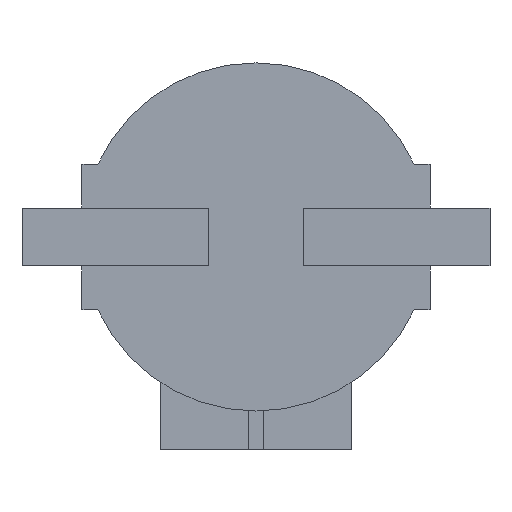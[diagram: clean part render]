
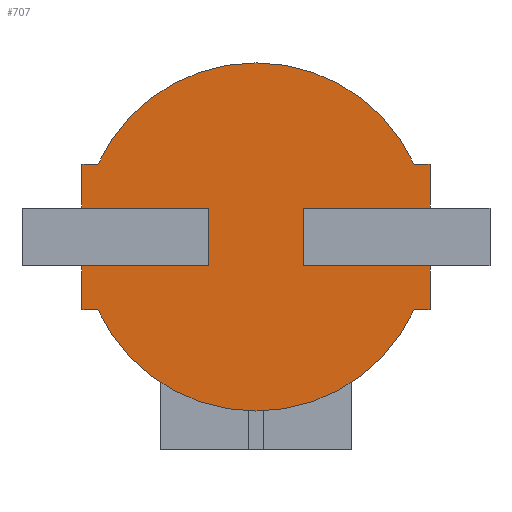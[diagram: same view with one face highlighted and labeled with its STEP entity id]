
A CAD part, front view. The second image highlights one B-rep face of the part: STEP entity #707.
In plain terms, the highlighted planar face has unit normal (0, -1, 0).
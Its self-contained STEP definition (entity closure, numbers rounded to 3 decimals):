
#7 = DIRECTION ( 'NONE',  ( 1., 0., 0. ) ) ;
#16 = CARTESIAN_POINT ( 'NONE',  ( 4.575, 0., 1.915 ) ) ;
#19 = DIRECTION ( 'NONE',  ( 0., 0., 1. ) ) ;
#24 = DIRECTION ( 'NONE',  ( 0., 0., -1. ) ) ;
#58 = VERTEX_POINT ( 'NONE', #923 ) ;
#60 = ORIENTED_EDGE ( 'NONE', *, *, #675, .F. ) ;
#85 = ORIENTED_EDGE ( 'NONE', *, *, #487, .F. ) ;
#96 = VECTOR ( 'NONE', #852, 1000. ) ;
#101 = CARTESIAN_POINT ( 'NONE',  ( 0., 0., 0. ) ) ;
#109 = CIRCLE ( 'NONE', #1380, 4.575 ) ;
#129 = VERTEX_POINT ( 'NONE', #489 ) ;
#150 = EDGE_CURVE ( 'NONE', #58, #955, #618, .T. ) ;
#159 = CIRCLE ( 'NONE', #929, 4.575 ) ;
#161 = VERTEX_POINT ( 'NONE', #1249 ) ;
#163 = ORIENTED_EDGE ( 'NONE', *, *, #1043, .F. ) ;
#198 = DIRECTION ( 'NONE',  ( 0., 1., 0. ) ) ;
#203 = CARTESIAN_POINT ( 'NONE',  ( -4.575, 0., 1.915 ) ) ;
#212 = VERTEX_POINT ( 'NONE', #1144 ) ;
#214 = ORIENTED_EDGE ( 'NONE', *, *, #345, .T. ) ;
#231 = DIRECTION ( 'NONE',  ( 0., 1., 0. ) ) ;
#234 = CARTESIAN_POINT ( 'NONE',  ( 4.575, 0., 1.915 ) ) ;
#237 = CARTESIAN_POINT ( 'NONE',  ( -4.575, 0., -1.915 ) ) ;
#240 = DIRECTION ( 'NONE',  ( 0., 1., 0. ) ) ;
#259 = CIRCLE ( 'NONE', #779, 4.575 ) ;
#277 = CARTESIAN_POINT ( 'NONE',  ( 4.575, 0., 1.915 ) ) ;
#306 = ORIENTED_EDGE ( 'NONE', *, *, #927, .F. ) ;
#319 = DIRECTION ( 'NONE',  ( 1., 0., 0. ) ) ;
#323 = DIRECTION ( 'NONE',  ( 0., 1., 0. ) ) ;
#329 = CARTESIAN_POINT ( 'NONE',  ( -4.575, 0., 0.76 ) ) ;
#336 = VERTEX_POINT ( 'NONE', #329 ) ;
#339 = CARTESIAN_POINT ( 'NONE',  ( 0., 0., -0.76 ) ) ;
#345 = EDGE_CURVE ( 'NONE', #336, #129, #933, .T. ) ;
#346 = VECTOR ( 'NONE', #739, 1000. ) ;
#364 = VECTOR ( 'NONE', #319, 1000. ) ;
#375 = DIRECTION ( 'NONE',  ( 0., 0., 1. ) ) ;
#394 = CARTESIAN_POINT ( 'NONE',  ( 0., 0., 0. ) ) ;
#402 = VERTEX_POINT ( 'NONE', #1066 ) ;
#403 = ORIENTED_EDGE ( 'NONE', *, *, #413, .F. ) ;
#413 = EDGE_CURVE ( 'NONE', #1046, #542, #443, .T. ) ;
#415 = ORIENTED_EDGE ( 'NONE', *, *, #973, .F. ) ;
#417 = VERTEX_POINT ( 'NONE', #1094 ) ;
#422 = DIRECTION ( 'NONE',  ( 0., 0., -1. ) ) ;
#434 = EDGE_CURVE ( 'NONE', #161, #1026, #764, .T. ) ;
#443 = LINE ( 'NONE', #237, #495 ) ;
#454 = EDGE_CURVE ( 'NONE', #721, #838, #1217, .T. ) ;
#467 = CARTESIAN_POINT ( 'NONE',  ( 4.155, 0., -1.915 ) ) ;
#487 = EDGE_CURVE ( 'NONE', #212, #1046, #159, .T. ) ;
#489 = CARTESIAN_POINT ( 'NONE',  ( -1.25, 0., 0.76 ) ) ;
#492 = DIRECTION ( 'NONE',  ( 0., 0., 1. ) ) ;
#495 = VECTOR ( 'NONE', #765, 1000. ) ;
#500 = CARTESIAN_POINT ( 'NONE',  ( 0., 0., 0.76 ) ) ;
#507 = LINE ( 'NONE', #234, #614 ) ;
#509 = VECTOR ( 'NONE', #1136, 1000. ) ;
#531 = VECTOR ( 'NONE', #492, 1000. ) ;
#537 = VERTEX_POINT ( 'NONE', #467 ) ;
#542 = VERTEX_POINT ( 'NONE', #690 ) ;
#564 = CARTESIAN_POINT ( 'NONE',  ( -4.155, 0., -1.915 ) ) ;
#582 = CARTESIAN_POINT ( 'NONE',  ( 4.575, 0., 0.76 ) ) ;
#593 = VERTEX_POINT ( 'NONE', #582 ) ;
#614 = VECTOR ( 'NONE', #24, 1000. ) ;
#618 = LINE ( 'NONE', #712, #531 ) ;
#654 = CARTESIAN_POINT ( 'NONE',  ( -1.25, 0., 0. ) ) ;
#665 = CARTESIAN_POINT ( 'NONE',  ( 0., 0., 0. ) ) ;
#673 = DIRECTION ( 'NONE',  ( -1., 0., 0. ) ) ;
#675 = EDGE_CURVE ( 'NONE', #1044, #537, #1087, .T. ) ;
#683 = VERTEX_POINT ( 'NONE', #1238 ) ;
#689 = AXIS2_PLACEMENT_3D ( 'NONE', #394, #930, #375 ) ;
#690 = CARTESIAN_POINT ( 'NONE',  ( -4.575, 0., -1.915 ) ) ;
#707 = ADVANCED_FACE ( 'NONE', ( #811 ), #1039, .F. ) ;
#712 = CARTESIAN_POINT ( 'NONE',  ( 1.25, 0., 0. ) ) ;
#721 = VERTEX_POINT ( 'NONE', #1357 ) ;
#724 = VECTOR ( 'NONE', #1068, 1000. ) ;
#729 = VECTOR ( 'NONE', #422, 1000. ) ;
#733 = VECTOR ( 'NONE', #1299, 1000. ) ;
#739 = DIRECTION ( 'NONE',  ( 0., 0., 1. ) ) ;
#740 = EDGE_CURVE ( 'NONE', #955, #593, #1262, .T. ) ;
#744 = EDGE_CURVE ( 'NONE', #862, #1044, #1131, .T. ) ;
#761 = LINE ( 'NONE', #203, #874 ) ;
#762 = CARTESIAN_POINT ( 'NONE',  ( 4.575, 0., -1.915 ) ) ;
#764 = LINE ( 'NONE', #1097, #733 ) ;
#765 = DIRECTION ( 'NONE',  ( -1., 0., 0. ) ) ;
#767 = ORIENTED_EDGE ( 'NONE', *, *, #434, .F. ) ;
#779 = AXIS2_PLACEMENT_3D ( 'NONE', #1291, #323, #1297 ) ;
#783 = VECTOR ( 'NONE', #1362, 1000. ) ;
#784 = VECTOR ( 'NONE', #673, 1000. ) ;
#793 = ORIENTED_EDGE ( 'NONE', *, *, #994, .T. ) ;
#801 = EDGE_CURVE ( 'NONE', #336, #402, #1098, .T. ) ;
#811 = FACE_OUTER_BOUND ( 'NONE', #1082, .T. ) ;
#822 = CARTESIAN_POINT ( 'NONE',  ( -4.575, 0., -0.76 ) ) ;
#838 = VERTEX_POINT ( 'NONE', #822 ) ;
#852 = DIRECTION ( 'NONE',  ( -1., 0., 0. ) ) ;
#862 = VERTEX_POINT ( 'NONE', #1252 ) ;
#869 = CARTESIAN_POINT ( 'NONE',  ( 0., 0., 0. ) ) ;
#874 = VECTOR ( 'NONE', #7, 1000. ) ;
#890 = EDGE_CURVE ( 'NONE', #862, #58, #952, .T. ) ;
#918 = DIRECTION ( 'NONE',  ( 0., 0., 1. ) ) ;
#923 = CARTESIAN_POINT ( 'NONE',  ( 1.25, 0., -0.76 ) ) ;
#927 = EDGE_CURVE ( 'NONE', #683, #161, #259, .T. ) ;
#929 = AXIS2_PLACEMENT_3D ( 'NONE', #869, #231, #1096 ) ;
#930 = DIRECTION ( 'NONE',  ( 0., 1., 0. ) ) ;
#933 = LINE ( 'NONE', #969, #364 ) ;
#952 = LINE ( 'NONE', #339, #96 ) ;
#955 = VERTEX_POINT ( 'NONE', #972 ) ;
#959 = ORIENTED_EDGE ( 'NONE', *, *, #150, .T. ) ;
#969 = CARTESIAN_POINT ( 'NONE',  ( 0., 0., 0.76 ) ) ;
#972 = CARTESIAN_POINT ( 'NONE',  ( 1.25, 0., 0.76 ) ) ;
#973 = EDGE_CURVE ( 'NONE', #402, #417, #761, .T. ) ;
#983 = CARTESIAN_POINT ( 'NONE',  ( 0., 0., -0.76 ) ) ;
#988 = ORIENTED_EDGE ( 'NONE', *, *, #890, .T. ) ;
#994 = EDGE_CURVE ( 'NONE', #129, #721, #1149, .T. ) ;
#1011 = LINE ( 'NONE', #1273, #724 ) ;
#1026 = VERTEX_POINT ( 'NONE', #16 ) ;
#1039 = PLANE ( 'NONE',  #689 ) ;
#1043 = EDGE_CURVE ( 'NONE', #1026, #593, #507, .T. ) ;
#1044 = VERTEX_POINT ( 'NONE', #762 ) ;
#1046 = VERTEX_POINT ( 'NONE', #564 ) ;
#1066 = CARTESIAN_POINT ( 'NONE',  ( -4.575, 0., 1.915 ) ) ;
#1068 = DIRECTION ( 'NONE',  ( 0., 0., 1. ) ) ;
#1082 = EDGE_LOOP ( 'NONE', ( #793, #1258, #1201, #403, #85, #1393, #60, #1184, #988, #959, #1372, #163, #767, #306, #1368, #415, #1269, #214 ) ) ;
#1087 = LINE ( 'NONE', #1351, #509 ) ;
#1094 = CARTESIAN_POINT ( 'NONE',  ( -4.155, 0., 1.915 ) ) ;
#1096 = DIRECTION ( 'NONE',  ( 0., 0., 1. ) ) ;
#1097 = CARTESIAN_POINT ( 'NONE',  ( -4.575, 0., 1.915 ) ) ;
#1098 = LINE ( 'NONE', #1381, #346 ) ;
#1131 = LINE ( 'NONE', #277, #783 ) ;
#1136 = DIRECTION ( 'NONE',  ( -1., 0., 0. ) ) ;
#1144 = CARTESIAN_POINT ( 'NONE',  ( 0., 0., -4.575 ) ) ;
#1145 = EDGE_CURVE ( 'NONE', #537, #212, #109, .T. ) ;
#1149 = LINE ( 'NONE', #654, #729 ) ;
#1159 = CIRCLE ( 'NONE', #1332, 4.575 ) ;
#1184 = ORIENTED_EDGE ( 'NONE', *, *, #744, .F. ) ;
#1201 = ORIENTED_EDGE ( 'NONE', *, *, #1378, .F. ) ;
#1217 = LINE ( 'NONE', #983, #784 ) ;
#1238 = CARTESIAN_POINT ( 'NONE',  ( 0., 0., 4.575 ) ) ;
#1249 = CARTESIAN_POINT ( 'NONE',  ( 4.155, 0., 1.915 ) ) ;
#1252 = CARTESIAN_POINT ( 'NONE',  ( 4.575, 0., -0.76 ) ) ;
#1258 = ORIENTED_EDGE ( 'NONE', *, *, #454, .T. ) ;
#1262 = LINE ( 'NONE', #500, #1367 ) ;
#1269 = ORIENTED_EDGE ( 'NONE', *, *, #801, .F. ) ;
#1273 = CARTESIAN_POINT ( 'NONE',  ( -4.575, 0., 1.915 ) ) ;
#1291 = CARTESIAN_POINT ( 'NONE',  ( 0., 0., 0. ) ) ;
#1297 = DIRECTION ( 'NONE',  ( 0., 0., 1. ) ) ;
#1299 = DIRECTION ( 'NONE',  ( 1., 0., 0. ) ) ;
#1332 = AXIS2_PLACEMENT_3D ( 'NONE', #101, #198, #918 ) ;
#1341 = EDGE_CURVE ( 'NONE', #417, #683, #1159, .T. ) ;
#1346 = DIRECTION ( 'NONE',  ( 1., 0., 0. ) ) ;
#1351 = CARTESIAN_POINT ( 'NONE',  ( -4.575, 0., -1.915 ) ) ;
#1357 = CARTESIAN_POINT ( 'NONE',  ( -1.25, 0., -0.76 ) ) ;
#1362 = DIRECTION ( 'NONE',  ( 0., 0., -1. ) ) ;
#1367 = VECTOR ( 'NONE', #1346, 1000. ) ;
#1368 = ORIENTED_EDGE ( 'NONE', *, *, #1341, .F. ) ;
#1372 = ORIENTED_EDGE ( 'NONE', *, *, #740, .T. ) ;
#1378 = EDGE_CURVE ( 'NONE', #542, #838, #1011, .T. ) ;
#1380 = AXIS2_PLACEMENT_3D ( 'NONE', #665, #240, #19 ) ;
#1381 = CARTESIAN_POINT ( 'NONE',  ( -4.575, 0., 1.915 ) ) ;
#1393 = ORIENTED_EDGE ( 'NONE', *, *, #1145, .F. ) ;
